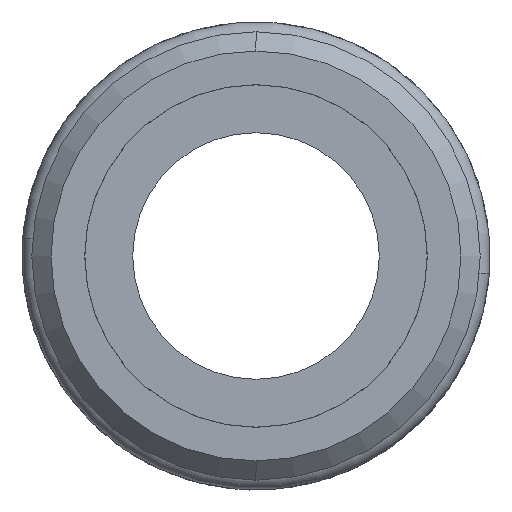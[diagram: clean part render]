
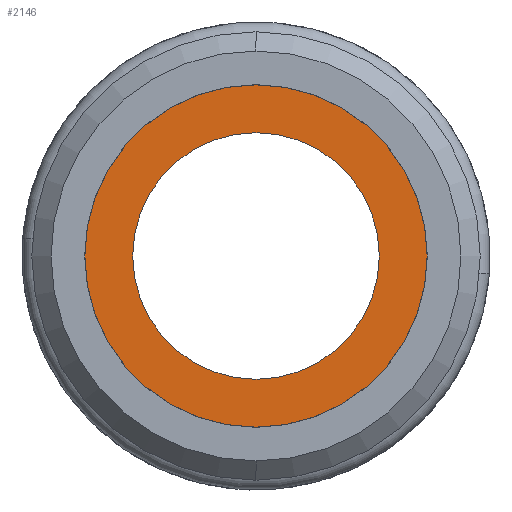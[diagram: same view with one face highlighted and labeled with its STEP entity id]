
A CAD part, front view. The second image highlights one B-rep face of the part: STEP entity #2146.
In plain terms, the highlighted planar face has unit normal (0, -1, 0).
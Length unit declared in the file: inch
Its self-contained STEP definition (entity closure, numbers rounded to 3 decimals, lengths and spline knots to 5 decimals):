
#56 = EDGE_CURVE ( 'NONE', #727, #3279, #426, .T. ) ;
#138 = ORIENTED_EDGE ( 'NONE', *, *, #2406, .F. ) ;
#149 = CARTESIAN_POINT ( 'NONE',  ( 0., -0.995, 0. ) ) ;
#230 = EDGE_CURVE ( 'NONE', #2239, #2526, #1273, .T. ) ;
#289 = CARTESIAN_POINT ( 'NONE',  ( -0.2563, -0.995, 0. ) ) ;
#293 = DIRECTION ( 'NONE',  ( 1., 0., 0. ) ) ;
#400 = PLANE ( 'NONE',  #3128 ) ;
#426 = CIRCLE ( 'NONE', #912, 0.2563 ) ;
#436 = ORIENTED_EDGE ( 'NONE', *, *, #2190, .F. ) ;
#513 = CARTESIAN_POINT ( 'NONE',  ( 0.326, -0.995, 0. ) ) ;
#600 = CIRCLE ( 'NONE', #2124, 0.356 ) ;
#617 = CARTESIAN_POINT ( 'NONE',  ( 0., -0.995, 0. ) ) ;
#727 = VERTEX_POINT ( 'NONE', #1219 ) ;
#832 = DIRECTION ( 'NONE',  ( 1., 0., 0. ) ) ;
#912 = AXIS2_PLACEMENT_3D ( 'NONE', #1953, #2261, #3755 ) ;
#1116 = DIRECTION ( 'NONE',  ( 0., -1., 0. ) ) ;
#1187 = EDGE_LOOP ( 'NONE', ( #436, #3261 ) ) ;
#1219 = CARTESIAN_POINT ( 'NONE',  ( 0.2563, -0.995, 0. ) ) ;
#1273 = CIRCLE ( 'NONE', #1958, 0.356 ) ;
#1606 = CARTESIAN_POINT ( 'NONE',  ( 0.356, -0.995, 0. ) ) ;
#1952 = FACE_BOUND ( 'NONE', #2051, .T. ) ;
#1953 = CARTESIAN_POINT ( 'NONE',  ( 0., -0.995, 0. ) ) ;
#1958 = AXIS2_PLACEMENT_3D ( 'NONE', #149, #2518, #2829 ) ;
#2051 = EDGE_LOOP ( 'NONE', ( #138, #3298 ) ) ;
#2052 = DIRECTION ( 'NONE',  ( 1., 0., 0. ) ) ;
#2061 = AXIS2_PLACEMENT_3D ( 'NONE', #617, #2699, #2052 ) ;
#2124 = AXIS2_PLACEMENT_3D ( 'NONE', #3231, #3255, #293 ) ;
#2131 = FACE_OUTER_BOUND ( 'NONE', #1187, .T. ) ;
#2146 = ADVANCED_FACE ( 'NONE', ( #1952, #2131 ), #400, .T. ) ;
#2190 = EDGE_CURVE ( 'NONE', #2526, #2239, #600, .T. ) ;
#2239 = VERTEX_POINT ( 'NONE', #3040 ) ;
#2261 = DIRECTION ( 'NONE',  ( 0., -1., 0. ) ) ;
#2406 = EDGE_CURVE ( 'NONE', #3279, #727, #3736, .T. ) ;
#2518 = DIRECTION ( 'NONE',  ( 0., 1., 0. ) ) ;
#2526 = VERTEX_POINT ( 'NONE', #1606 ) ;
#2699 = DIRECTION ( 'NONE',  ( 0., -1., 0. ) ) ;
#2829 = DIRECTION ( 'NONE',  ( 1., 0., 0. ) ) ;
#3040 = CARTESIAN_POINT ( 'NONE',  ( -0.356, -0.995, 0. ) ) ;
#3128 = AXIS2_PLACEMENT_3D ( 'NONE', #513, #1116, #832 ) ;
#3231 = CARTESIAN_POINT ( 'NONE',  ( 0., -0.995, 0. ) ) ;
#3255 = DIRECTION ( 'NONE',  ( 0., 1., 0. ) ) ;
#3261 = ORIENTED_EDGE ( 'NONE', *, *, #230, .F. ) ;
#3279 = VERTEX_POINT ( 'NONE', #289 ) ;
#3298 = ORIENTED_EDGE ( 'NONE', *, *, #56, .F. ) ;
#3736 = CIRCLE ( 'NONE', #2061, 0.2563 ) ;
#3755 = DIRECTION ( 'NONE',  ( 1., 0., 0. ) ) ;
